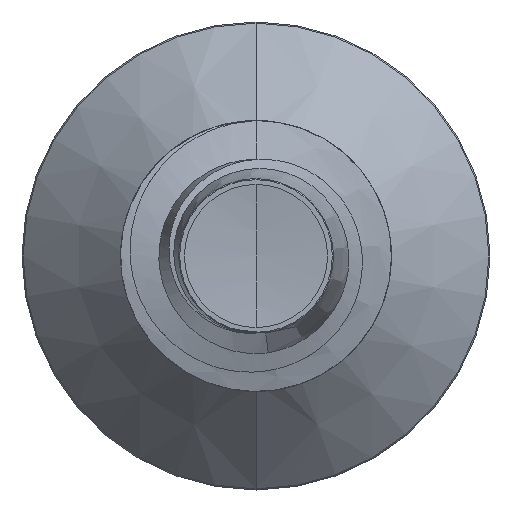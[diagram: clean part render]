
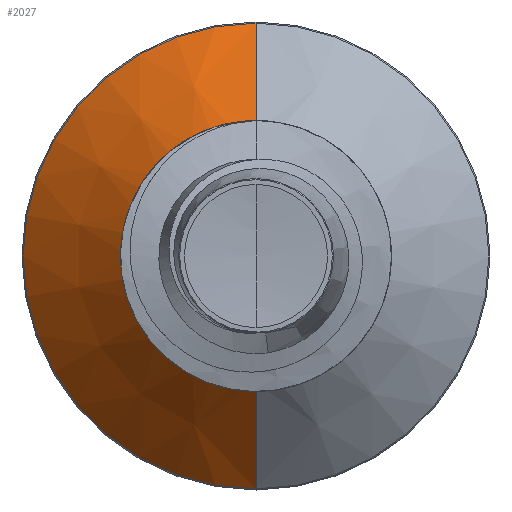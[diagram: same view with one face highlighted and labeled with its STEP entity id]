
A CAD part, front view. The second image highlights one B-rep face of the part: STEP entity #2027.
In plain terms, the highlighted conical face has half-angle 45 degrees and reference radius 1.034 mm.
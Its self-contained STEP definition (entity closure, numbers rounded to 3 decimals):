
#735 = DIRECTION ( 'NONE',  ( 0., 0.707, -0.707 ) ) ;
#998 = ORIENTED_EDGE ( 'NONE', *, *, #2593, .F. ) ;
#1459 = DIRECTION ( 'NONE',  ( 0., 0., 1. ) ) ;
#1554 = CARTESIAN_POINT ( 'NONE',  ( 0., 5.784, 0. ) ) ;
#1898 = LINE ( 'NONE', #13282, #7334 ) ;
#2027 = ADVANCED_FACE ( 'NONE', ( #7301 ), #9625, .T. ) ;
#2169 = CARTESIAN_POINT ( 'NONE',  ( 0., 5.784, 0. ) ) ;
#2188 = VERTEX_POINT ( 'NONE', #8336 ) ;
#2296 = EDGE_LOOP ( 'NONE', ( #6065, #7170, #7917, #998 ) ) ;
#2461 = EDGE_CURVE ( 'NONE', #6097, #13280, #13005, .T. ) ;
#2593 = EDGE_CURVE ( 'NONE', #6240, #2188, #3848, .T. ) ;
#2785 = AXIS2_PLACEMENT_3D ( 'NONE', #2169, #10245, #3330 ) ;
#3330 = DIRECTION ( 'NONE',  ( 0., 0., 1. ) ) ;
#3563 = AXIS2_PLACEMENT_3D ( 'NONE', #5719, #13694, #6880 ) ;
#3848 = CIRCLE ( 'NONE', #3563, 1.89 ) ;
#4022 = DIRECTION ( 'NONE',  ( 0., 0.707, 0.707 ) ) ;
#5245 = CARTESIAN_POINT ( 'NONE',  ( 0., 6.64, -1.89 ) ) ;
#5719 = CARTESIAN_POINT ( 'NONE',  ( 0., 6.64, 0. ) ) ;
#6065 = ORIENTED_EDGE ( 'NONE', *, *, #13658, .F. ) ;
#6097 = VERTEX_POINT ( 'NONE', #6351 ) ;
#6240 = VERTEX_POINT ( 'NONE', #5245 ) ;
#6351 = CARTESIAN_POINT ( 'NONE',  ( 0., 5.784, -1.034 ) ) ;
#6880 = DIRECTION ( 'NONE',  ( 0., 0., 1. ) ) ;
#7170 = ORIENTED_EDGE ( 'NONE', *, *, #2461, .T. ) ;
#7300 = CARTESIAN_POINT ( 'NONE',  ( 0., 5.784, 1.034 ) ) ;
#7301 = FACE_OUTER_BOUND ( 'NONE', #2296, .T. ) ;
#7334 = VECTOR ( 'NONE', #735, 1000. ) ;
#7350 = LINE ( 'NONE', #10918, #13042 ) ;
#7917 = ORIENTED_EDGE ( 'NONE', *, *, #10069, .T. ) ;
#8336 = CARTESIAN_POINT ( 'NONE',  ( 0., 6.64, 1.89 ) ) ;
#9625 = CONICAL_SURFACE ( 'NONE', #14605, 1.034, 0.785 ) ;
#9964 = DIRECTION ( 'NONE',  ( 0., 1., 0. ) ) ;
#10069 = EDGE_CURVE ( 'NONE', #13280, #2188, #7350, .T. ) ;
#10245 = DIRECTION ( 'NONE',  ( 0., 1., 0. ) ) ;
#10918 = CARTESIAN_POINT ( 'NONE',  ( 0., 5.784, 1.034 ) ) ;
#13005 = CIRCLE ( 'NONE', #2785, 1.034 ) ;
#13042 = VECTOR ( 'NONE', #4022, 1000. ) ;
#13280 = VERTEX_POINT ( 'NONE', #7300 ) ;
#13282 = CARTESIAN_POINT ( 'NONE',  ( 0., 5.784, -1.034 ) ) ;
#13658 = EDGE_CURVE ( 'NONE', #6097, #6240, #1898, .T. ) ;
#13694 = DIRECTION ( 'NONE',  ( 0., 1., 0. ) ) ;
#14605 = AXIS2_PLACEMENT_3D ( 'NONE', #1554, #9964, #1459 ) ;
